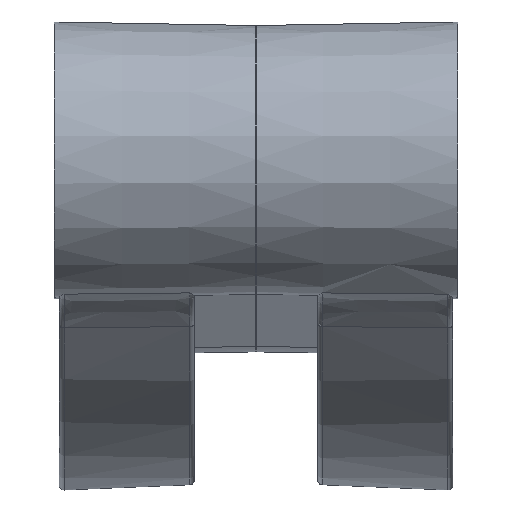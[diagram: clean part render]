
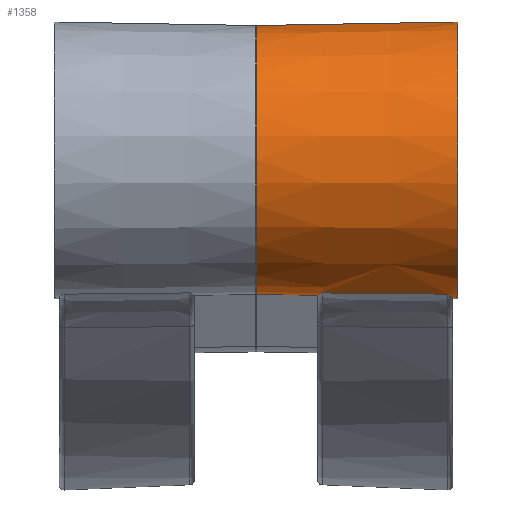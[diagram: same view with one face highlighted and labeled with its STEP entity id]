
A CAD part, top view. The second image highlights one B-rep face of the part: STEP entity #1358.
In plain terms, the highlighted conical face has half-angle 1 degrees and reference radius 2.766 mm.
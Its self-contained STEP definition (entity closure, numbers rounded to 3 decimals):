
#108=CARTESIAN_POINT('',(-2.,0.,7.5));
#109=DIRECTION('',(-1.,0.,0.));
#110=DIRECTION('',(0.,-1.,0.));
#111=AXIS2_PLACEMENT_3D('',#108,#109,#110);
#282=DIRECTION('',(-1.,-0.017,0.));
#283=VECTOR('',#282,0.1);
#284=CARTESIAN_POINT('',(2.1,2.802,7.5));
#285=LINE('',#284,#283);
#286=CARTESIAN_POINT('',(1.898,-2.73,8.114));
#287=CARTESIAN_POINT('',(1.915,-2.743,8.056));
#288=CARTESIAN_POINT('',(1.95,-2.766,7.944));
#289=CARTESIAN_POINT('',(1.993,-2.79,7.757));
#290=CARTESIAN_POINT('',(2.,-2.795,7.666));
#291=CARTESIAN_POINT('',(2.,-2.797,7.625));
#293=CARTESIAN_POINT('',(-0.652,-2.705,
8.015));
#294=CARTESIAN_POINT('',(-0.427,-2.707,
8.023));
#295=CARTESIAN_POINT('',(-0.011,-2.712,
8.04));
#296=CARTESIAN_POINT('',(0.741,-2.719,8.069));
#297=CARTESIAN_POINT('',(1.366,-2.725,8.094));
#298=CARTESIAN_POINT('',(1.799,-2.729,8.11));
#299=CARTESIAN_POINT('',(1.898,-2.73,8.114));
#301=CARTESIAN_POINT('',(-0.75,-2.752,
7.533));
#302=CARTESIAN_POINT('',(-0.75,-2.751,
7.574));
#303=CARTESIAN_POINT('',(-0.743,-2.749,
7.663));
#304=CARTESIAN_POINT('',(-0.702,-2.733,
7.846));
#305=CARTESIAN_POINT('',(-0.668,-2.716,
7.958));
#306=CARTESIAN_POINT('',(-0.652,-2.705,
8.015));
#308=CARTESIAN_POINT('',(-0.75,0.,7.5));
#309=DIRECTION('',(-1.,0.,0.));
#310=DIRECTION('',(0.,-1.,0.));
#311=AXIS2_PLACEMENT_3D('',#308,#309,#310);
#313=DIRECTION('',(1.,-0.017,0.));
#314=VECTOR('',#313,1.25);
#315=CARTESIAN_POINT('',(-2.,-2.73,7.5));
#316=LINE('',#315,#314);
#317=DIRECTION('',(-1.,-0.017,0.));
#318=VECTOR('',#317,4.001);
#319=CARTESIAN_POINT('',(2.,2.8,7.5));
#320=LINE('',#319,#318);
#321=DIRECTION('',(-1.,0.017,0.));
#322=VECTOR('',#321,0.1);
#323=CARTESIAN_POINT('',(2.1,-2.802,7.5));
#324=LINE('',#323,#322);
#332=CARTESIAN_POINT('',(2.,0.,7.5));
#333=DIRECTION('',(-1.,0.,0.));
#334=DIRECTION('',(0.,-1.,0.));
#335=AXIS2_PLACEMENT_3D('',#332,#333,#334);
#455=CARTESIAN_POINT('',(2.1,0.,7.5));
#456=DIRECTION('',(1.,0.,0.));
#457=DIRECTION('',(0.,1.,0.));
#458=AXIS2_PLACEMENT_3D('',#455,#456,#457);
#893=CARTESIAN_POINT('',(2.1,2.802,7.5));
#894=CARTESIAN_POINT('',(2.,2.8,7.5));
#895=VERTEX_POINT('',#893);
#896=VERTEX_POINT('',#894);
#897=CARTESIAN_POINT('',(-2.,2.73,7.5));
#898=VERTEX_POINT('',#897);
#899=CARTESIAN_POINT('',(-2.,-2.73,7.5));
#900=VERTEX_POINT('',#899);
#901=CARTESIAN_POINT('',(-0.75,-2.752,7.5));
#902=VERTEX_POINT('',#901);
#903=CARTESIAN_POINT('',(-0.75,-2.752,7.533));
#904=VERTEX_POINT('',#903);
#905=VERTEX_POINT('',#306);
#906=VERTEX_POINT('',#299);
#907=VERTEX_POINT('',#291);
#908=CARTESIAN_POINT('',(2.,-2.8,7.5));
#909=VERTEX_POINT('',#908);
#910=CARTESIAN_POINT('',(2.1,-2.802,7.5));
#911=VERTEX_POINT('',#910);
#1334=CARTESIAN_POINT('',(0.05,0.,7.5));
#1335=DIRECTION('',(1.,0.,0.));
#1336=DIRECTION('',(0.,1.,0.));
#1337=AXIS2_PLACEMENT_3D('',#1334,#1335,#1336);
#1338=CONICAL_SURFACE('',#1337,2.766,1.);
#1340=ORIENTED_EDGE('',*,*,#1339,.F.);
#1342=ORIENTED_EDGE('',*,*,#1341,.T.);
#1344=ORIENTED_EDGE('',*,*,#1343,.T.);
#1346=ORIENTED_EDGE('',*,*,#1345,.T.);
#1348=ORIENTED_EDGE('',*,*,#1347,.F.);
#1350=ORIENTED_EDGE('',*,*,#1349,.F.);
#1351=ORIENTED_EDGE('',*,*,#1324,.F.);
#1352=ORIENTED_EDGE('',*,*,#1283,.F.);
#1353=ORIENTED_EDGE('',*,*,#1253,.F.);
#1354=ORIENTED_EDGE('',*,*,#1186,.T.);
#1355=ORIENTED_EDGE('',*,*,#1162,.F.);
#1356=EDGE_LOOP('',(#1340,#1342,#1344,#1346,#1348,#1350,#1351,#1352,#1353,#1354,
#1355));
#1357=FACE_OUTER_BOUND('',#1356,.F.);
#1358=ADVANCED_FACE('',(#1357),#1338,.T.);
#112=CIRCLE('',#111,2.73);
#292=B_SPLINE_CURVE_WITH_KNOTS('',3,(#286,#287,#288,#289,#290,#291),
.UNSPECIFIED.,.F.,.F.,(4,1,1,4),(0.,0.333,0.667,1.),
.UNSPECIFIED.);
#300=B_SPLINE_CURVE_WITH_KNOTS('',3,(#293,#294,#295,#296,#297,#298,#299),
.UNSPECIFIED.,.F.,.F.,(4,1,1,1,4),(0.,0.265,0.49,
0.884,1.),.UNSPECIFIED.);
#307=B_SPLINE_CURVE_WITH_KNOTS('',3,(#301,#302,#303,#304,#305,#306),
.UNSPECIFIED.,.F.,.F.,(4,1,1,4),(0.,0.333,0.667,1.),
.UNSPECIFIED.);
#312=CIRCLE('',#311,2.752);
#336=CIRCLE('',#335,2.8);
#459=CIRCLE('',#458,2.802);
#1162=EDGE_CURVE('',#896,#898,#320,.T.);
#1186=EDGE_CURVE('',#900,#898,#112,.T.);
#1253=EDGE_CURVE('',#900,#902,#316,.T.);
#1283=EDGE_CURVE('',#902,#904,#312,.T.);
#1324=EDGE_CURVE('',#904,#905,#307,.T.);
#1339=EDGE_CURVE('',#895,#896,#285,.T.);
#1341=EDGE_CURVE('',#895,#911,#459,.T.);
#1343=EDGE_CURVE('',#911,#909,#324,.T.);
#1345=EDGE_CURVE('',#909,#907,#336,.T.);
#1347=EDGE_CURVE('',#906,#907,#292,.T.);
#1349=EDGE_CURVE('',#905,#906,#300,.T.);
